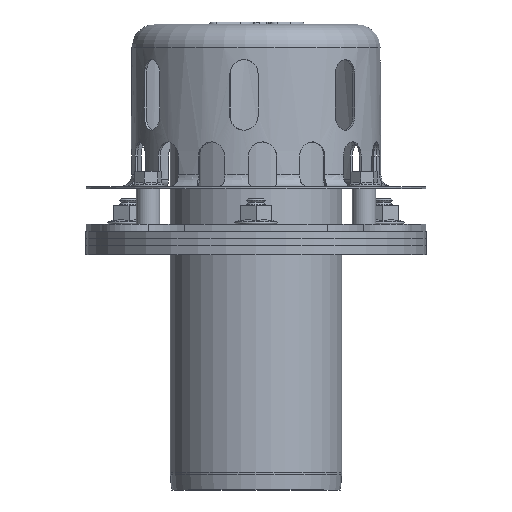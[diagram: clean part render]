
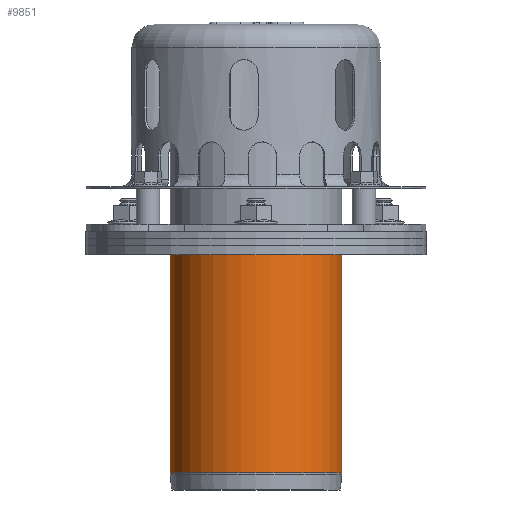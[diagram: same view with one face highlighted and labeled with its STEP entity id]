
A CAD part, front view. The second image highlights one B-rep face of the part: STEP entity #9851.
In plain terms, the highlighted cylindrical face has radius 365 mm (diameter 730 mm), a full revolution.
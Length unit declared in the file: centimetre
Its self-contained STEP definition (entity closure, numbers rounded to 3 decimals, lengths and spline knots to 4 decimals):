
#213=CYLINDRICAL_SURFACE('',#10820,36.5);
#756=LINE('',#16177,#1268);
#1268=VECTOR('',#12934,36.5);
#2528=FACE_OUTER_BOUND('',#3157,.T.);
#3157=EDGE_LOOP('',(#7952,#7953,#7954,#7955,#7956));
#3747=CIRCLE('',#10802,36.5);
#3748=CIRCLE('',#10803,36.5);
#3758=CIRCLE('',#10819,36.5);
#4368=VERTEX_POINT('',#16143);
#4369=VERTEX_POINT('',#16145);
#4377=VERTEX_POINT('',#16174);
#5647=EDGE_CURVE('',#4368,#4369,#3747,.T.);
#5648=EDGE_CURVE('',#4369,#4368,#3748,.T.);
#5662=EDGE_CURVE('',#4377,#4377,#3758,.T.);
#5663=EDGE_CURVE('',#4369,#4377,#756,.T.);
#7952=ORIENTED_EDGE('',*,*,#5647,.F.);
#7953=ORIENTED_EDGE('',*,*,#5648,.F.);
#7954=ORIENTED_EDGE('',*,*,#5663,.T.);
#7955=ORIENTED_EDGE('',*,*,#5662,.T.);
#7956=ORIENTED_EDGE('',*,*,#5663,.F.);
#9851=ADVANCED_FACE('',(#2528),#213,.T.);
#10802=AXIS2_PLACEMENT_3D('',#16146,#12892,#12893);
#10803=AXIS2_PLACEMENT_3D('',#16147,#12894,#12895);
#10819=AXIS2_PLACEMENT_3D('',#16175,#12930,#12931);
#10820=AXIS2_PLACEMENT_3D('',#16176,#12932,#12933);
#12892=DIRECTION('center_axis',(0.,0.,-1.));
#12893=DIRECTION('ref_axis',(1.,0.,0.));
#12894=DIRECTION('center_axis',(0.,0.,-1.));
#12895=DIRECTION('ref_axis',(1.,0.,0.));
#12930=DIRECTION('center_axis',(0.,0.,-1.));
#12931=DIRECTION('ref_axis',(1.,0.,0.));
#12932=DIRECTION('center_axis',(0.,0.,-1.));
#12933=DIRECTION('ref_axis',(-1.,0.,0.));
#12934=DIRECTION('',(0.,0.,1.));
#16143=CARTESIAN_POINT('',(667.8647,391.9055,-54.642));
#16145=CARTESIAN_POINT('',(704.3647,428.4055,-54.642));
#16146=CARTESIAN_POINT('Origin',(667.8647,428.4055,-54.642));
#16147=CARTESIAN_POINT('Origin',(667.8647,428.4055,-54.642));
#16174=CARTESIAN_POINT('',(704.3647,428.4055,38.));
#16175=CARTESIAN_POINT('Origin',(667.8647,428.4055,38.));
#16176=CARTESIAN_POINT('Origin',(667.8647,428.4055,-8.321));
#16177=CARTESIAN_POINT('',(704.3647,428.4055,-8.321));
